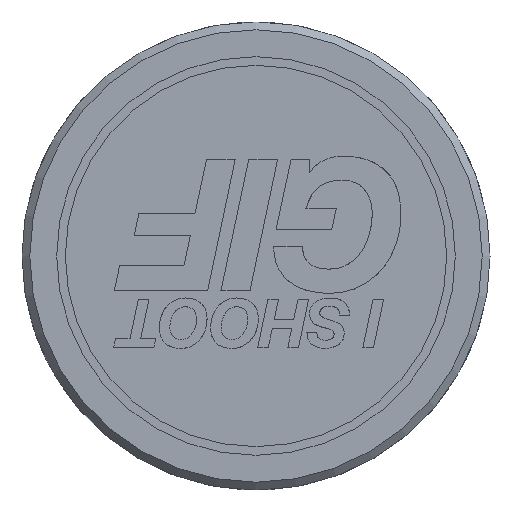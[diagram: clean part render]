
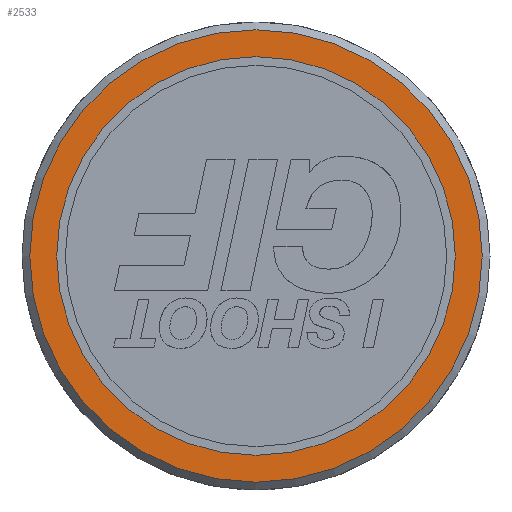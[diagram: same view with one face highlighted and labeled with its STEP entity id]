
A CAD part, top view. The second image highlights one B-rep face of the part: STEP entity #2533.
In plain terms, the highlighted planar face has unit normal (0, 0, 1).
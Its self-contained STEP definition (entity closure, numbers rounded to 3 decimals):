
#2488=CARTESIAN_POINT('',(-170.,-100.,40.599));
#2489=DIRECTION('',(0.,0.,1.));
#2490=DIRECTION('',(1.,0.,0.));
#2491=AXIS2_PLACEMENT_3D('',#2488,#2489,#2490);
#2492=PLANE('',#2491);
#2493=CARTESIAN_POINT('',(-96.1,-100.,40.599));
#2494=VERTEX_POINT('',#2493);
#2495=CARTESIAN_POINT('',(-43.9,-100.,40.599));
#2496=VERTEX_POINT('',#2495);
#2497=CARTESIAN_POINT('',(-70.,-100.,40.599));
#2498=DIRECTION('',(-0.,-0.,-1.));
#2499=DIRECTION('',(1.,0.,-0.));
#2500=AXIS2_PLACEMENT_3D('',#2497,#2498,#2499);
#2501=CIRCLE('',#2500,26.1);
#2502=EDGE_CURVE('',#2494,#2496,#2501,.T.);
#2503=ORIENTED_EDGE('',*,*,#2502,.F.);
#2504=CARTESIAN_POINT('',(-70.,-100.,40.599));
#2505=DIRECTION('',(-0.,-0.,-1.));
#2506=DIRECTION('',(1.,0.,-0.));
#2507=AXIS2_PLACEMENT_3D('',#2504,#2505,#2506);
#2508=CIRCLE('',#2507,26.1);
#2509=EDGE_CURVE('',#2496,#2494,#2508,.T.);
#2510=ORIENTED_EDGE('',*,*,#2509,.F.);
#2511=EDGE_LOOP('',(#2503,#2510));
#2512=FACE_BOUND('',#2511,.T.);
#2513=CARTESIAN_POINT('',(-47.,-100.,40.599));
#2514=VERTEX_POINT('',#2513);
#2515=CARTESIAN_POINT('',(-93.,-100.,40.599));
#2516=VERTEX_POINT('',#2515);
#2517=CARTESIAN_POINT('',(-70.,-100.,40.599));
#2518=DIRECTION('',(0.,0.,1.));
#2519=DIRECTION('',(1.,0.,-0.));
#2520=AXIS2_PLACEMENT_3D('',#2517,#2518,#2519);
#2521=CIRCLE('',#2520,23.);
#2522=EDGE_CURVE('',#2514,#2516,#2521,.T.);
#2523=ORIENTED_EDGE('',*,*,#2522,.F.);
#2524=CARTESIAN_POINT('',(-70.,-100.,40.599));
#2525=DIRECTION('',(0.,0.,1.));
#2526=DIRECTION('',(1.,0.,-0.));
#2527=AXIS2_PLACEMENT_3D('',#2524,#2525,#2526);
#2528=CIRCLE('',#2527,23.);
#2529=EDGE_CURVE('',#2516,#2514,#2528,.T.);
#2530=ORIENTED_EDGE('',*,*,#2529,.F.);
#2531=EDGE_LOOP('',(#2523,#2530));
#2532=FACE_BOUND('',#2531,.T.);
#2533=ADVANCED_FACE('',(#2512,#2532),#2492,.T.);
